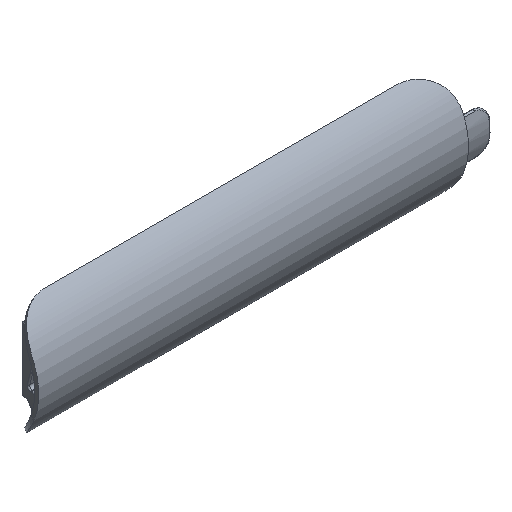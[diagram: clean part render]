
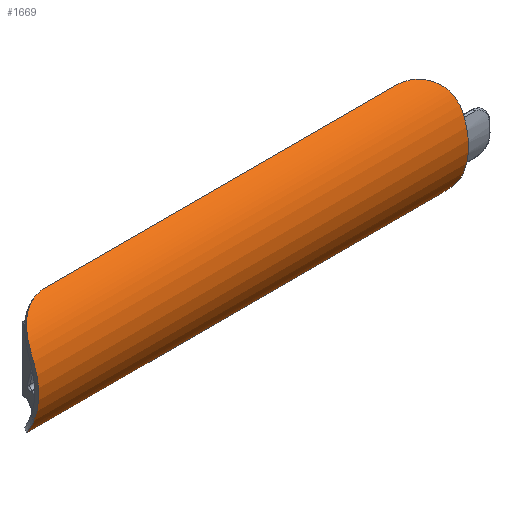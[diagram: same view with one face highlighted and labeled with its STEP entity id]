
A CAD part, isometric view. The second image highlights one B-rep face of the part: STEP entity #1669.
In plain terms, the highlighted cylindrical face has radius 25 mm (diameter 50 mm), a partial arc.
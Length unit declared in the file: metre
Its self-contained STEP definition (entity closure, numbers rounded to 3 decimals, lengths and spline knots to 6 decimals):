
#75=CIRCLE('',#1792,0.025);
#76=CIRCLE('',#1793,0.025);
#202=FACE_OUTER_BOUND('',#310,.T.);
#310=EDGE_LOOP('',(#1092,#1093,#1094,#1095,#1096,#1097,#1098,#1099));
#425=LINE('',#2634,#523);
#426=LINE('',#2671,#524);
#523=VECTOR('',#2024,1.);
#524=VECTOR('',#2027,1.);
#618=B_SPLINE_CURVE_WITH_KNOTS('',3,(#2573,#2574,#2575,#2576,#2577,#2578,
#2579,#2580,#2581,#2582,#2583,#2584,#2585,#2586),.UNSPECIFIED.,.F.,.F.,
(4,2,2,2,2,2,4),(5.582222,5.808001,6.261362,6.675601,
7.089841,7.503216,7.916592),.UNSPECIFIED.);
#619=B_SPLINE_CURVE_WITH_KNOTS('',3,(#2591,#2592,#2593,#2594,#2595,#2596,
#2597,#2598,#2599,#2600,#2601,#2602,#2603,#2604,#2605,#2606,#2607,#2608,
#2609,#2610),.UNSPECIFIED.,.F.,.F.,(4,2,2,2,2,2,2,2,2,4),(-10.40124,
-10.389117,-10.082058,-9.775,-9.467942,
-9.160883,-8.878817,-8.59675,-8.314683,
-8.032617),.UNSPECIFIED.);
#621=B_SPLINE_CURVE_WITH_KNOTS('',3,(#2636,#2637,#2638,#2639,#2640,#2641,
#2642,#2643,#2644,#2645,#2646,#2647,#2648,#2649,#2650,#2651,#2652,#2653),
 .UNSPECIFIED.,.F.,.F.,(4,2,2,2,2,2,2,2,4),(9.254458,9.554521,
9.854585,10.154648,10.454712,10.720831,10.98695,
11.465271,11.603037),.UNSPECIFIED.);
#622=B_SPLINE_CURVE_WITH_KNOTS('',3,(#2657,#2658,#2659,#2660,#2661,#2662,
#2663,#2664,#2665,#2666,#2667,#2668,#2669,#2670),.UNSPECIFIED.,.F.,.F.,
(4,2,2,2,2,2,4),(-10.251169,-10.02539,-9.572029,
-9.15779,-8.74355,-8.330175,-7.916799),
 .UNSPECIFIED.);
#661=VERTEX_POINT('',#2570);
#662=VERTEX_POINT('',#2572);
#663=VERTEX_POINT('',#2589);
#664=VERTEX_POINT('',#2590);
#667=VERTEX_POINT('',#2633);
#668=VERTEX_POINT('',#2635);
#669=VERTEX_POINT('',#2654);
#670=VERTEX_POINT('',#2656);
#821=EDGE_CURVE('',#662,#661,#618,.F.);
#823=EDGE_CURVE('',#663,#664,#619,.T.);
#827=EDGE_CURVE('',#661,#663,#75,.T.);
#828=EDGE_CURVE('',#664,#667,#425,.T.);
#829=EDGE_CURVE('',#668,#667,#621,.F.);
#830=EDGE_CURVE('',#668,#669,#76,.F.);
#831=EDGE_CURVE('',#670,#669,#622,.F.);
#832=EDGE_CURVE('',#670,#662,#426,.T.);
#1092=ORIENTED_EDGE('',*,*,#827,.T.);
#1093=ORIENTED_EDGE('',*,*,#823,.T.);
#1094=ORIENTED_EDGE('',*,*,#828,.T.);
#1095=ORIENTED_EDGE('',*,*,#829,.F.);
#1096=ORIENTED_EDGE('',*,*,#830,.T.);
#1097=ORIENTED_EDGE('',*,*,#831,.F.);
#1098=ORIENTED_EDGE('',*,*,#832,.T.);
#1099=ORIENTED_EDGE('',*,*,#821,.T.);
#1616=CYLINDRICAL_SURFACE('',#1791,0.025);
#1669=ADVANCED_FACE('',(#202),#1616,.T.);
#1791=AXIS2_PLACEMENT_3D('',#2631,#2020,#2021);
#1792=AXIS2_PLACEMENT_3D('',#2632,#2022,#2023);
#1793=AXIS2_PLACEMENT_3D('',#2655,#2025,#2026);
#2020=DIRECTION('center_axis',(1.,0.,0.));
#2021=DIRECTION('ref_axis',(0.,-1.,0.));
#2022=DIRECTION('center_axis',(1.,0.,0.));
#2023=DIRECTION('ref_axis',(0.,-1.,0.));
#2024=DIRECTION('',(1.,0.,0.));
#2025=DIRECTION('center_axis',(1.,0.,0.));
#2026=DIRECTION('ref_axis',(0.,-1.,0.));
#2027=DIRECTION('',(-1.,0.,0.));
#2570=CARTESIAN_POINT('',(0.065437,-0.00749,0.018669));
#2572=CARTESIAN_POINT('',(0.080437,0.003002,0.030498));
#2573=CARTESIAN_POINT('Ctrl Pts',(0.065437,-0.00749,
0.018669));
#2574=CARTESIAN_POINT('Ctrl Pts',(0.065437,-0.007176,
0.019403));
#2575=CARTESIAN_POINT('Ctrl Pts',(0.065478,-0.006821,
0.020135));
#2576=CARTESIAN_POINT('Ctrl Pts',(0.065756,-0.005659,
0.022259));
#2577=CARTESIAN_POINT('Ctrl Pts',(0.066161,-0.004753,
0.023569));
#2578=CARTESIAN_POINT('Ctrl Pts',(0.067276,-0.003066,
0.025637));
#2579=CARTESIAN_POINT('Ctrl Pts',(0.068035,-0.002165,
0.026574));
#2580=CARTESIAN_POINT('Ctrl Pts',(0.069926,-0.00047,
0.028114));
#2581=CARTESIAN_POINT('Ctrl Pts',(0.071058,0.000317,
0.028722));
#2582=CARTESIAN_POINT('Ctrl Pts',(0.073362,0.001551,
0.029607));
#2583=CARTESIAN_POINT('Ctrl Pts',(0.074719,0.002099,
0.029955));
#2584=CARTESIAN_POINT('Ctrl Pts',(0.077567,0.002825,
0.030399));
#2585=CARTESIAN_POINT('Ctrl Pts',(0.079059,0.003002,
0.030498));
#2586=CARTESIAN_POINT('Ctrl Pts',(0.080437,0.003002,
0.030498));
#2589=CARTESIAN_POINT('',(0.065437,-0.007491,-0.000973));
#2590=CARTESIAN_POINT('',(0.080437,0.002999,-0.012804));
#2591=CARTESIAN_POINT('Ctrl Pts',(0.065437,-0.007491,
-0.000973));
#2592=CARTESIAN_POINT('Ctrl Pts',(0.065437,-0.007475,
-0.001011));
#2593=CARTESIAN_POINT('Ctrl Pts',(0.065437,-0.007459,
-0.001048));
#2594=CARTESIAN_POINT('Ctrl Pts',(0.065442,-0.007036,
-0.002024));
#2595=CARTESIAN_POINT('Ctrl Pts',(0.065517,-0.006556,
-0.002971));
#2596=CARTESIAN_POINT('Ctrl Pts',(0.065857,-0.005481,
-0.004788));
#2597=CARTESIAN_POINT('Ctrl Pts',(0.066123,-0.004887,
-0.005658));
#2598=CARTESIAN_POINT('Ctrl Pts',(0.066864,-0.003652,
-0.007255));
#2599=CARTESIAN_POINT('Ctrl Pts',(0.067341,-0.003008,
-0.007984));
#2600=CARTESIAN_POINT('Ctrl Pts',(0.068479,-0.001754,
-0.009268));
#2601=CARTESIAN_POINT('Ctrl Pts',(0.069142,-0.001143,
-0.009823));
#2602=CARTESIAN_POINT('Ctrl Pts',(0.070524,-0.000075,
-0.010721));
#2603=CARTESIAN_POINT('Ctrl Pts',(0.071272,0.00042,
-0.011101));
#2604=CARTESIAN_POINT('Ctrl Pts',(0.072904,0.001311,
-0.011745));
#2605=CARTESIAN_POINT('Ctrl Pts',(0.073787,0.001706,
-0.012008));
#2606=CARTESIAN_POINT('Ctrl Pts',(0.075629,0.002348,
-0.012418));
#2607=CARTESIAN_POINT('Ctrl Pts',(0.076591,0.002596,
-0.012567));
#2608=CARTESIAN_POINT('Ctrl Pts',(0.078524,0.002921,
-0.01276));
#2609=CARTESIAN_POINT('Ctrl Pts',(0.079496,0.002999,
-0.012804));
#2610=CARTESIAN_POINT('Ctrl Pts',(0.080437,0.002999,
-0.012804));
#2631=CARTESIAN_POINT('Origin',(-0.257099,0.0155,0.008846));
#2632=CARTESIAN_POINT('Origin',(0.065437,0.0155,0.008846));
#2633=CARTESIAN_POINT('',(0.214801,0.002999,-0.012804));
#2634=CARTESIAN_POINT('',(0.137619,0.002999,-0.012804));
#2635=CARTESIAN_POINT('',(0.229801,-0.007491,-0.000973));
#2636=CARTESIAN_POINT('Ctrl Pts',(0.214801,0.002999,
-0.012804));
#2637=CARTESIAN_POINT('Ctrl Pts',(0.215802,0.002999,
-0.012804));
#2638=CARTESIAN_POINT('Ctrl Pts',(0.216834,0.002911,
-0.012754));
#2639=CARTESIAN_POINT('Ctrl Pts',(0.218879,0.002545,
-0.012536));
#2640=CARTESIAN_POINT('Ctrl Pts',(0.219891,0.002268,
-0.012369));
#2641=CARTESIAN_POINT('Ctrl Pts',(0.221823,0.001552,
-0.011905));
#2642=CARTESIAN_POINT('Ctrl Pts',(0.222742,0.001112,
-0.011608));
#2643=CARTESIAN_POINT('Ctrl Pts',(0.224428,0.000127,
-0.010878));
#2644=CARTESIAN_POINT('Ctrl Pts',(0.225194,-0.000418,
-0.010446));
#2645=CARTESIAN_POINT('Ctrl Pts',(0.226455,-0.001474,
-0.00952));
#2646=CARTESIAN_POINT('Ctrl Pts',(0.227038,-0.002041,
-0.008987));
#2647=CARTESIAN_POINT('Ctrl Pts',(0.228029,-0.003184,
-0.007785));
#2648=CARTESIAN_POINT('Ctrl Pts',(0.228438,-0.003759,
-0.007116));
#2649=CARTESIAN_POINT('Ctrl Pts',(0.229294,-0.005185,
-0.005274));
#2650=CARTESIAN_POINT('Ctrl Pts',(0.229637,-0.006106,
-0.003847));
#2651=CARTESIAN_POINT('Ctrl Pts',(0.229786,-0.00709,
-0.001875));
#2652=CARTESIAN_POINT('Ctrl Pts',(0.229801,-0.007297,
-0.001426));
#2653=CARTESIAN_POINT('Ctrl Pts',(0.229801,-0.007491,
-0.000973));
#2654=CARTESIAN_POINT('',(0.229801,-0.00749,0.018669));
#2655=CARTESIAN_POINT('Origin',(0.229801,0.0155,0.008846));
#2656=CARTESIAN_POINT('',(0.214801,0.003002,0.030498));
#2657=CARTESIAN_POINT('Ctrl Pts',(0.229801,-0.00749,
0.018669));
#2658=CARTESIAN_POINT('Ctrl Pts',(0.229801,-0.007176,
0.019403));
#2659=CARTESIAN_POINT('Ctrl Pts',(0.22976,-0.006821,
0.020135));
#2660=CARTESIAN_POINT('Ctrl Pts',(0.229482,-0.005659,
0.022259));
#2661=CARTESIAN_POINT('Ctrl Pts',(0.229077,-0.004753,
0.023569));
#2662=CARTESIAN_POINT('Ctrl Pts',(0.227962,-0.003066,
0.025637));
#2663=CARTESIAN_POINT('Ctrl Pts',(0.227203,-0.002165,
0.026574));
#2664=CARTESIAN_POINT('Ctrl Pts',(0.225312,-0.00047,
0.028114));
#2665=CARTESIAN_POINT('Ctrl Pts',(0.22418,0.000317,
0.028722));
#2666=CARTESIAN_POINT('Ctrl Pts',(0.221876,0.001551,
0.029607));
#2667=CARTESIAN_POINT('Ctrl Pts',(0.220519,0.002099,
0.029955));
#2668=CARTESIAN_POINT('Ctrl Pts',(0.217671,0.002825,
0.030399));
#2669=CARTESIAN_POINT('Ctrl Pts',(0.216179,0.003002,
0.030498));
#2670=CARTESIAN_POINT('Ctrl Pts',(0.214801,0.003002,
0.030498));
#2671=CARTESIAN_POINT('',(0.137619,0.003002,0.030498));
